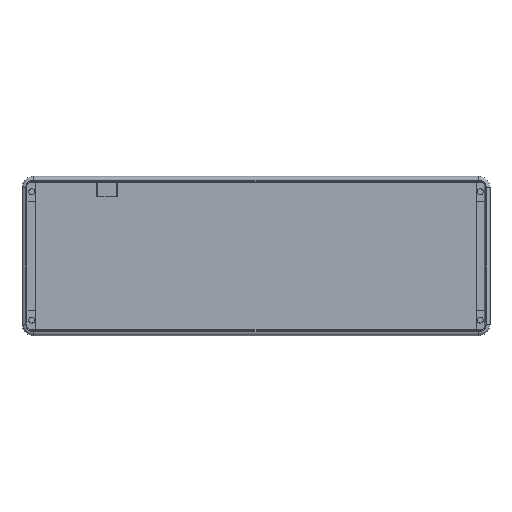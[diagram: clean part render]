
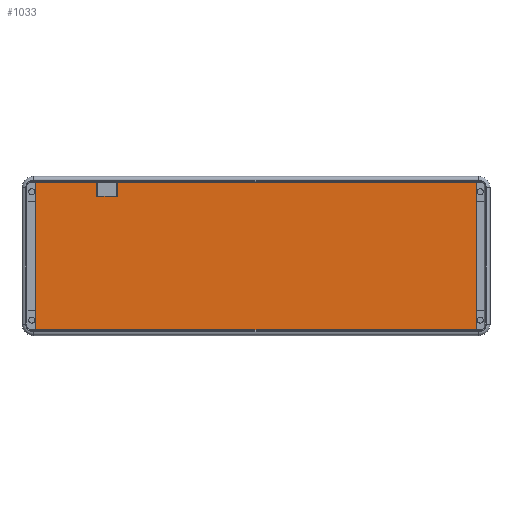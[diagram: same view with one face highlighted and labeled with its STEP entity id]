
A CAD part, top view. The second image highlights one B-rep face of the part: STEP entity #1033.
In plain terms, the highlighted planar face has unit normal (0, 0, 1).
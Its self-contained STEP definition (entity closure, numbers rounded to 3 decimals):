
#501 = VERTEX_POINT('',#502);
#502 = CARTESIAN_POINT('',(4.3,-76.6,2.5));
#508 = EDGE_CURVE('',#501,#509,#511,.T.);
#509 = VERTEX_POINT('',#510);
#510 = CARTESIAN_POINT('',(4.3,-0.5,2.5));
#511 = LINE('',#512,#513);
#512 = CARTESIAN_POINT('',(4.3,-38.55,2.5));
#513 = VECTOR('',#514,1.);
#514 = DIRECTION('',(0.,1.,0.));
#542 = EDGE_CURVE('',#543,#509,#545,.T.);
#543 = VERTEX_POINT('',#544);
#544 = CARTESIAN_POINT('',(4.8,0.,2.5));
#545 = CIRCLE('',#546,0.5);
#546 = AXIS2_PLACEMENT_3D('',#547,#548,#549);
#547 = CARTESIAN_POINT('',(4.8,-0.5,2.5));
#548 = DIRECTION('',(-0.,0.,1.));
#549 = DIRECTION('',(0.,-1.,0.));
#567 = EDGE_CURVE('',#568,#543,#570,.T.);
#568 = VERTEX_POINT('',#569);
#569 = CARTESIAN_POINT('',(36.098,0.,2.5));
#570 = LINE('',#571,#572);
#571 = CARTESIAN_POINT('',(178.598,0.,2.5));
#572 = VECTOR('',#573,1.);
#573 = DIRECTION('',(-1.,0.,0.));
#610 = VERTEX_POINT('',#611);
#611 = CARTESIAN_POINT('',(46.598,0.,2.5));
#617 = EDGE_CURVE('',#618,#610,#620,.T.);
#618 = VERTEX_POINT('',#619);
#619 = CARTESIAN_POINT('',(233.33,0.,2.5));
#620 = LINE('',#621,#622);
#621 = CARTESIAN_POINT('',(178.598,0.,2.5));
#622 = VECTOR('',#623,1.);
#623 = DIRECTION('',(-1.,0.,0.));
#702 = EDGE_CURVE('',#703,#501,#705,.T.);
#703 = VERTEX_POINT('',#704);
#704 = CARTESIAN_POINT('',(4.8,-77.1,2.5));
#705 = CIRCLE('',#706,0.5);
#706 = AXIS2_PLACEMENT_3D('',#707,#708,#709);
#707 = CARTESIAN_POINT('',(4.8,-76.6,2.5));
#708 = DIRECTION('',(0.,0.,-1.));
#709 = DIRECTION('',(0.,1.,0.));
#725 = EDGE_CURVE('',#703,#726,#728,.T.);
#726 = VERTEX_POINT('',#727);
#727 = CARTESIAN_POINT('',(233.33,-77.1,2.5));
#728 = LINE('',#729,#730);
#729 = CARTESIAN_POINT('',(59.533,-77.1,2.5));
#730 = VECTOR('',#731,1.);
#731 = DIRECTION('',(1.,0.,0.));
#1033 = ADVANCED_FACE('',(#1034),#1088,.T.);
#1034 = FACE_BOUND('',#1035,.T.);
#1035 = EDGE_LOOP('',(#1036,#1037,#1038,#1039,#1048,#1056,#1063,#1064,
    #1072,#1080,#1086,#1087));
#1036 = ORIENTED_EDGE('',*,*,#508,.F.);
#1037 = ORIENTED_EDGE('',*,*,#702,.F.);
#1038 = ORIENTED_EDGE('',*,*,#725,.T.);
#1039 = ORIENTED_EDGE('',*,*,#1040,.T.);
#1040 = EDGE_CURVE('',#726,#1041,#1043,.T.);
#1041 = VERTEX_POINT('',#1042);
#1042 = CARTESIAN_POINT('',(233.83,-76.6,2.5));
#1043 = CIRCLE('',#1044,0.5);
#1044 = AXIS2_PLACEMENT_3D('',#1045,#1046,#1047);
#1045 = CARTESIAN_POINT('',(233.33,-76.6,2.5));
#1046 = DIRECTION('',(0.,-0.,1.));
#1047 = DIRECTION('',(0.,1.,0.));
#1048 = ORIENTED_EDGE('',*,*,#1049,.T.);
#1049 = EDGE_CURVE('',#1041,#1050,#1052,.T.);
#1050 = VERTEX_POINT('',#1051);
#1051 = CARTESIAN_POINT('',(233.83,-0.5,2.5));
#1052 = LINE('',#1053,#1054);
#1053 = CARTESIAN_POINT('',(233.83,-38.55,2.5));
#1054 = VECTOR('',#1055,1.);
#1055 = DIRECTION('',(0.,1.,0.));
#1056 = ORIENTED_EDGE('',*,*,#1057,.F.);
#1057 = EDGE_CURVE('',#618,#1050,#1058,.T.);
#1058 = CIRCLE('',#1059,0.5);
#1059 = AXIS2_PLACEMENT_3D('',#1060,#1061,#1062);
#1060 = CARTESIAN_POINT('',(233.33,-0.5,2.5));
#1061 = DIRECTION('',(-0.,-0.,-1.));
#1062 = DIRECTION('',(0.,-1.,0.));
#1063 = ORIENTED_EDGE('',*,*,#617,.T.);
#1064 = ORIENTED_EDGE('',*,*,#1065,.F.);
#1065 = EDGE_CURVE('',#1066,#610,#1068,.T.);
#1066 = VERTEX_POINT('',#1067);
#1067 = CARTESIAN_POINT('',(46.598,-7.5,2.5));
#1068 = LINE('',#1069,#1070);
#1069 = CARTESIAN_POINT('',(46.598,-17.775,2.5));
#1070 = VECTOR('',#1071,1.);
#1071 = DIRECTION('',(0.,1.,0.));
#1072 = ORIENTED_EDGE('',*,*,#1073,.T.);
#1073 = EDGE_CURVE('',#1066,#1074,#1076,.T.);
#1074 = VERTEX_POINT('',#1075);
#1075 = CARTESIAN_POINT('',(36.098,-7.5,2.5));
#1076 = LINE('',#1077,#1078);
#1077 = CARTESIAN_POINT('',(80.206,-7.5,2.5));
#1078 = VECTOR('',#1079,1.);
#1079 = DIRECTION('',(-1.,0.,0.));
#1080 = ORIENTED_EDGE('',*,*,#1081,.F.);
#1081 = EDGE_CURVE('',#568,#1074,#1082,.T.);
#1082 = LINE('',#1083,#1084);
#1083 = CARTESIAN_POINT('',(36.098,-17.775,2.5));
#1084 = VECTOR('',#1085,1.);
#1085 = DIRECTION('',(0.,-1.,0.));
#1086 = ORIENTED_EDGE('',*,*,#567,.T.);
#1087 = ORIENTED_EDGE('',*,*,#542,.T.);
#1088 = PLANE('',#1089);
#1089 = AXIS2_PLACEMENT_3D('',#1090,#1091,#1092);
#1090 = CARTESIAN_POINT('',(119.065,-38.55,2.5));
#1091 = DIRECTION('',(0.,0.,1.));
#1092 = DIRECTION('',(1.,0.,0.));
